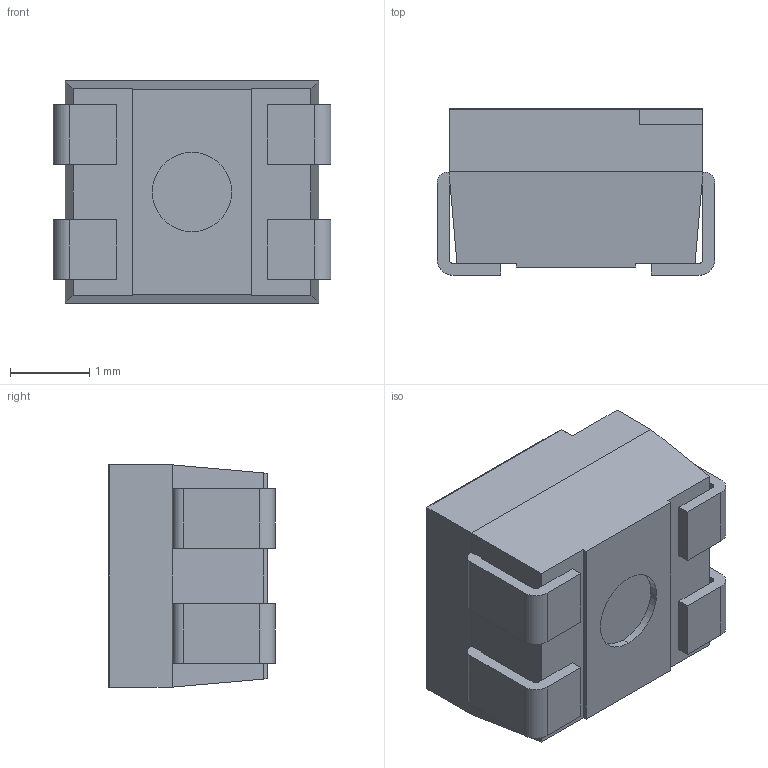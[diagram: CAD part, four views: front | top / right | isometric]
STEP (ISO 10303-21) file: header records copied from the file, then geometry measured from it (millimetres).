
FILE_DESCRIPTION (( 'STEP AP214' ), '1' );
FILE_NAME ('LL-R3528RGBC-008-B.STEP', '2018-09-30T20:45:48', ( '' ), ( '' ), 'SwSTEP 2.0', 'SolidWorks 2017', '' );
FILE_SCHEMA (( 'AUTOMOTIVE_DESIGN' ));
Length unit declared in the file: millimetre
Products named in the file (1): LL-R3528RGBC-008-B
Bounding box: 3.5 x 2.1 x 2.8 mm (x, y, z)
Volume: 17.7 mm3; surface area: 73.5 mm2
Topology: 7 solids, 7 shells, 87 faces, 209 edges, 138 vertices
Faces by surface type: plane 63, cylinder 24
Entity records: 2611 total; most frequent: CARTESIAN_POINT 435, DIRECTION 433, ORIENTED_EDGE 418, EDGE_CURVE 209, VECTOR 161, LINE 161, VERTEX_POINT 138, AXIS2_PLACEMENT_3D 136
